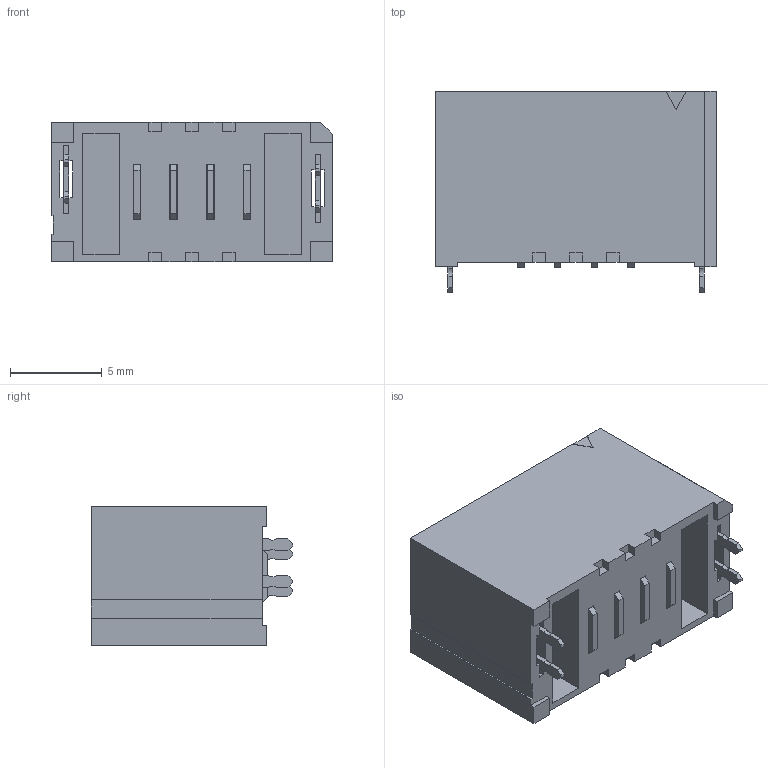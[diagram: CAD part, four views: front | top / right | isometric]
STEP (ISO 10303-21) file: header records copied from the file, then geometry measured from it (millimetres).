
FILE_DESCRIPTION( ( 'STEP AP214' ), '1' );
FILE_NAME( 'UMPT-04-06.5-G-VT-SM-WT.stp', '2020-04-22T03:36:20', ( 'License CC BY-ND 4.0' ), ( 'CADENAS' ), ' ', 'PARTsolutions', ' ' );
FILE_SCHEMA( ( 'AUTOMOTIVE_DESIGN { 1 0 10303 214 1 1 1 1 }' ) );
Length unit declared in the file: millimetre
Products named in the file (3): UMPT-04-06.5-G-VT-SM-WT; _04-06.5--WT_BODY; _UMPT-04-06.5-SM-_PINS
Assembly tree (2 placements, depth 2):
  UMPT-04-06.5-G-VT-SM-WT
    _04-06.5--WT_BODY
    _UMPT-04-06.5-SM-_PINS
Bounding box: 15.3 x 10.95 x 7.6 mm (x, y, z)
Volume: 661.2 mm3; surface area: 1693.8 mm2
Topology: 2 solids, 2 shells, 237 faces, 672 edges, 448 vertices
Faces by surface type: plane 229, cylinder 8
Entity records: 9524 total; most frequent: CARTESIAN_POINT 1360, ORIENTED_EDGE 1344, DIRECTION 1168, EDGE_CURVE 672, LINE 656, VECTOR 656, VERTEX_POINT 448, EDGE_LOOP 262
